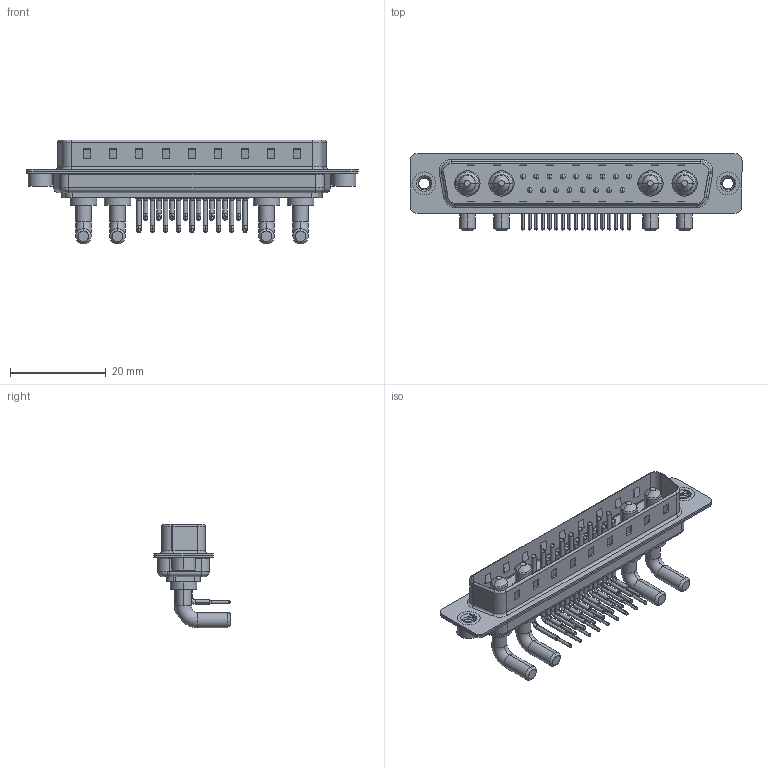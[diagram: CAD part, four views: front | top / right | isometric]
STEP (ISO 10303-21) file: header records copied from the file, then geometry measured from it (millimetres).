
FILE_DESCRIPTION (( 'STEP AP203' ), '1' );
FILE_NAME ('629-21W4640-3TA.STEP', '2022-05-17T06:18:45', ( '' ), ( '' ), 'SwSTEP 2.0', 'SolidWorks 2020', '' );
FILE_SCHEMA (( 'CONFIG_CONTROL_DESIGN' ));
Length unit declared in the file: millimetre
Products named in the file (8): 629Combo Housing_21W4; 629Combo Contact Row 2; 629Combo Contact Row 1; 629Combo Shell Front_37 Contacts; 629Combo Shell Rear_37 Contacts; 629-21W4640-3TA; Power Pin_30A RA; 629Combo Threaded Rivet_2
Assembly tree (26 placements, depth 2):
  629-21W4640-3TA
    629Combo Housing_21W4
    629Combo Shell Rear_37 Contacts
    629Combo Shell Front_37 Contacts
    629Combo Threaded Rivet_2  x2
    Power Pin_30A RA  x4
    629Combo Contact Row 1  x9
    629Combo Contact Row 2  x8
Bounding box: 69.4 x 16.05 x 21.7 mm (x, y, z)
Volume: 4568.2 mm3; surface area: 10182.4 mm2
Topology: 30 solids, 30 shells, 2454 faces, 6713 edges, 4342 vertices
Faces by surface type: plane 1331, cylinder 837, bspline 112, cone 108, torus 66
Entity records: 26766 total; most frequent: CARTESIAN_POINT 5830, DIRECTION 4245, ORIENTED_EDGE 3972, EDGE_CURVE 1986, AXIS2_PLACEMENT_3D 1520, VERTEX_POINT 1280, VECTOR 1205, LINE 1205
